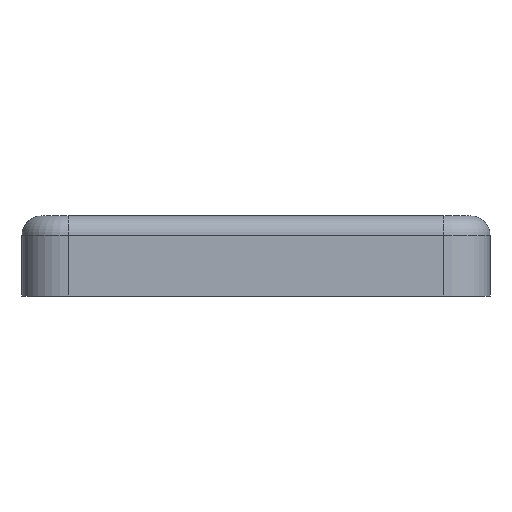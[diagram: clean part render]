
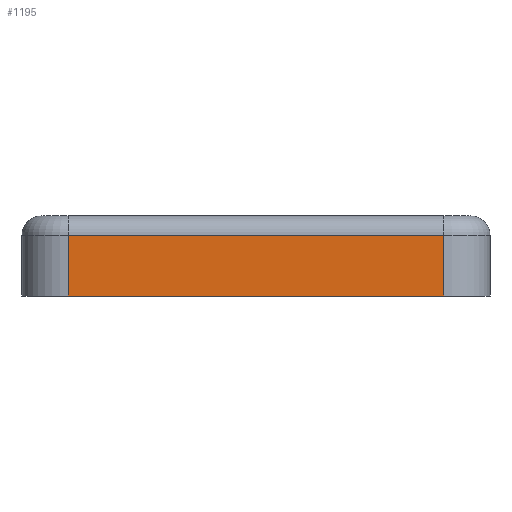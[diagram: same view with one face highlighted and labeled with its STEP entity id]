
A CAD part, left-side view. The second image highlights one B-rep face of the part: STEP entity #1195.
In plain terms, the highlighted face is planar.
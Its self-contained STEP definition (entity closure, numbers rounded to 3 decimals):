
#56=LINE('',#1873,#144);
#92=LINE('',#2021,#180);
#112=LINE('',#2086,#200);
#113=LINE('',#2087,#201);
#144=VECTOR('',#1469,1000.);
#180=VECTOR('',#1623,1000.);
#200=VECTOR('',#1707,1000.);
#201=VECTOR('',#1708,1000.);
#224=PLANE('',#1350);
#453=ORIENTED_EDGE('',*,*,#726,.T.);
#454=ORIENTED_EDGE('',*,*,#615,.F.);
#455=ORIENTED_EDGE('',*,*,#727,.F.);
#456=ORIENTED_EDGE('',*,*,#691,.T.);
#615=EDGE_CURVE('',#786,#785,#56,.T.);
#691=EDGE_CURVE('',#840,#839,#92,.T.);
#726=EDGE_CURVE('',#839,#785,#112,.T.);
#727=EDGE_CURVE('',#840,#786,#113,.T.);
#785=VERTEX_POINT('',#1870);
#786=VERTEX_POINT('',#1872);
#839=VERTEX_POINT('',#2020);
#840=VERTEX_POINT('',#2022);
#1003=EDGE_LOOP('',(#453,#454,#455,#456));
#1087=FACE_BOUND('',#1003,.T.);
#1195=ADVANCED_FACE('',(#1087),#224,.T.);
#1350=AXIS2_PLACEMENT_3D('',#2085,#1705,#1706);
#1469=DIRECTION('',(0.,-1.,0.));
#1623=DIRECTION('',(0.,-1.,0.));
#1705=DIRECTION('',(0.,0.,-1.));
#1706=DIRECTION('',(0.,-1.,0.));
#1707=DIRECTION('',(-1.,0.,0.));
#1708=DIRECTION('',(-1.,0.,0.));
#1870=CARTESIAN_POINT('',(-7.75,-3.3,-11.));
#1872=CARTESIAN_POINT('',(-7.75,-0.8,-11.));
#1873=CARTESIAN_POINT('',(-7.75,0.,-11.));
#2020=CARTESIAN_POINT('',(7.75,-3.3,-11.));
#2021=CARTESIAN_POINT('',(7.75,0.,-11.));
#2022=CARTESIAN_POINT('',(7.75,-0.8,-11.));
#2085=CARTESIAN_POINT('',(7.75,0.,-11.));
#2086=CARTESIAN_POINT('',(7.75,-3.3,-11.));
#2087=CARTESIAN_POINT('',(7.75,-0.8,-11.));
